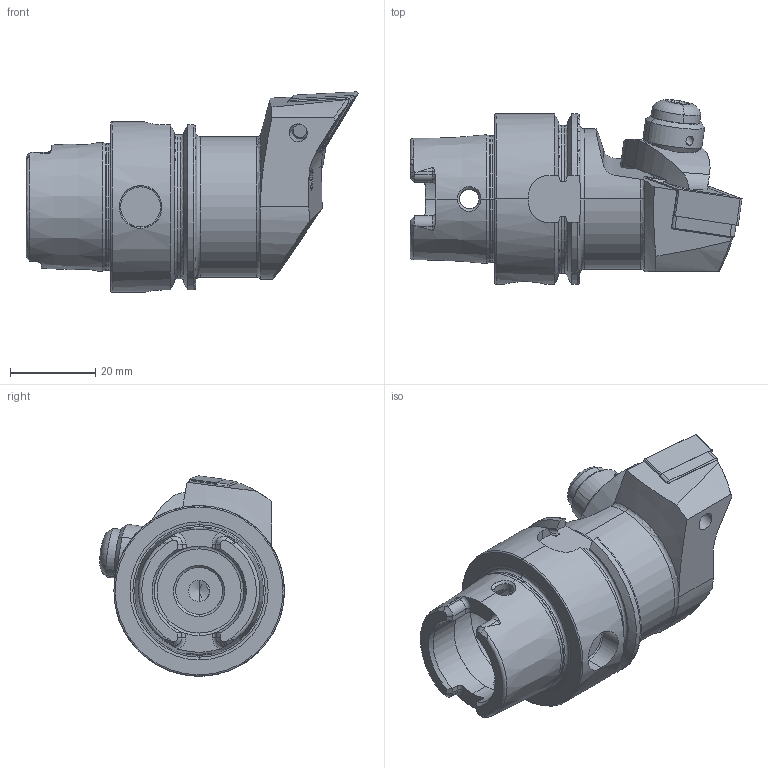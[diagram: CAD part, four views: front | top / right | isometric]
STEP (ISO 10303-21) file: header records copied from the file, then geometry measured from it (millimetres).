
FILE_DESCRIPTION (( 'STEP AP214' ), '1' );
FILE_NAME ('HA4.KDF.LJA.055.STEP', '2021-11-22T09:18:27', ( '' ), ( '' ), 'SwSTEP 2.0', 'SolidWorks 2017', '' );
FILE_SCHEMA (( 'AUTOMOTIVE_DESIGN' ));
Length unit declared in the file: millimetre
Products named in the file (11): WCC-ER5.102.012_B; DNMG150604; WCC-ER4.103.032_A; ISO 13337 - 3 x 12_PreviewCfg; WDF-ER2.101.003_A; HA4.KDF.LJA.055; WCC-ER5.102.005_A; KVT_MB_600_050; HA4-KDF.LJA.055_A; WCC-ER2.001.010_A; WCC-ER3.102.024_C
Assembly tree (10 placements, depth 2):
  HA4.KDF.LJA.055
    HA4-KDF.LJA.055_A
    WDF-ER2.101.003_A
    DNMG150604
    KVT_MB_600_050
    ISO 13337 - 3 x 12_PreviewCfg
    WCC-ER4.103.032_A
    WCC-ER5.102.012_B
    WCC-ER5.102.005_A
    WCC-ER3.102.024_C
    WCC-ER2.001.010_A
Bounding box: 77.9 x 43.33 x 47 mm (x, y, z)
Volume: 48326.2 mm3; surface area: 19232.9 mm2
Topology: 11 solids, 11 shells, 469 faces, 1181 edges, 722 vertices
Faces by surface type: cylinder 154, plane 125, cone 106, torus 65, bspline 17, sphere 2
Entity records: 17551 total; most frequent: CARTESIAN_POINT 5157, ORIENTED_EDGE 2328, DIRECTION 2285, EDGE_CURVE 1164, AXIS2_PLACEMENT_3D 919, VERTEX_POINT 719, EDGE_LOOP 497, FACE_OUTER_BOUND 469
